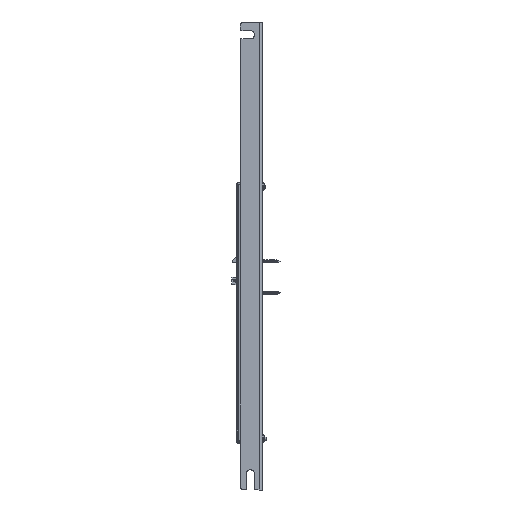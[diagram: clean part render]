
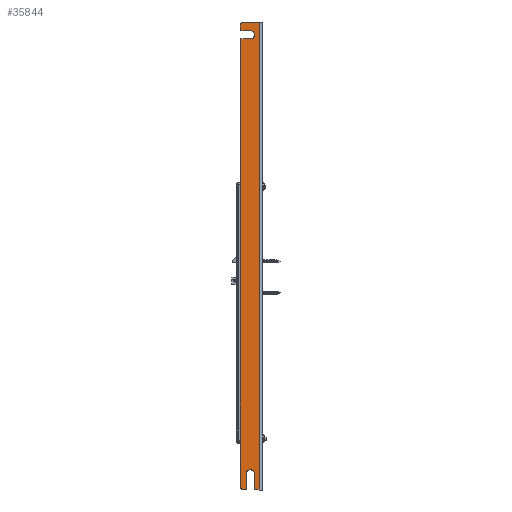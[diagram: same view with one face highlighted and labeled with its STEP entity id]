
A CAD part, left-side view. The second image highlights one B-rep face of the part: STEP entity #35844.
In plain terms, the highlighted face is planar.
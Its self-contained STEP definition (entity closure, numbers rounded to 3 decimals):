
#1342=PLANE('',#38372);
#2392=FACE_OUTER_BOUND('',#4440,.T.);
#4440=EDGE_LOOP('',(#24341,#24342,#24343,#24344,#24345,#24346,#24347,#24348,
#24349,#24350,#24351,#24352,#24353,#24354,#24355,#24356,#24357,#24358));
#6666=LINE('',#52839,#10112);
#6679=LINE('',#52881,#10125);
#6683=LINE('',#52891,#10129);
#6686=LINE('',#52900,#10132);
#6703=LINE('',#52958,#10149);
#6704=LINE('',#52961,#10150);
#6706=LINE('',#52967,#10152);
#6708=LINE('',#52973,#10154);
#6709=LINE('',#52974,#10155);
#6710=LINE('',#52975,#10156);
#10112=VECTOR('',#42049,10.);
#10125=VECTOR('',#42084,10.);
#10129=VECTOR('',#42094,10.);
#10132=VECTOR('',#42103,10.);
#10149=VECTOR('',#42172,10.);
#10150=VECTOR('',#42175,10.);
#10152=VECTOR('',#42183,10.);
#10154=VECTOR('',#42191,10.);
#10155=VECTOR('',#42192,10.);
#10156=VECTOR('',#42193,10.);
#13534=CIRCLE('',#38321,1.);
#13542=CIRCLE('',#38332,1.);
#13543=CIRCLE('',#38335,1.);
#13544=CIRCLE('',#38338,1.);
#13545=CIRCLE('',#38341,5.);
#13553=CIRCLE('',#38353,5.);
#13559=CIRCLE('',#38368,5.25);
#13560=CIRCLE('',#38371,5.25);
#15136=VERTEX_POINT('',#52829);
#15137=VERTEX_POINT('',#52831);
#15139=VERTEX_POINT('',#52837);
#15155=VERTEX_POINT('',#52873);
#15156=VERTEX_POINT('',#52874);
#15157=VERTEX_POINT('',#52879);
#15158=VERTEX_POINT('',#52883);
#15159=VERTEX_POINT('',#52885);
#15160=VERTEX_POINT('',#52889);
#15161=VERTEX_POINT('',#52893);
#15162=VERTEX_POINT('',#52894);
#15163=VERTEX_POINT('',#52899);
#15164=VERTEX_POINT('',#52903);
#15175=VERTEX_POINT('',#52936);
#15178=VERTEX_POINT('',#52956);
#15179=VERTEX_POINT('',#52960);
#15180=VERTEX_POINT('',#52966);
#15181=VERTEX_POINT('',#52972);
#18697=EDGE_CURVE('',#15136,#15137,#13534,.T.);
#18701=EDGE_CURVE('',#15139,#15136,#6666,.T.);
#18718=EDGE_CURVE('',#15155,#15156,#13542,.T.);
#18722=EDGE_CURVE('',#15155,#15157,#6679,.T.);
#18724=EDGE_CURVE('',#15158,#15159,#13543,.T.);
#18727=EDGE_CURVE('',#15158,#15160,#6683,.T.);
#18728=EDGE_CURVE('',#15161,#15162,#13544,.T.);
#18731=EDGE_CURVE('',#15163,#15162,#6686,.T.);
#18733=EDGE_CURVE('',#15163,#15164,#13545,.T.);
#18752=EDGE_CURVE('',#15175,#15160,#13553,.T.);
#18762=EDGE_CURVE('',#15161,#15178,#6703,.T.);
#18763=EDGE_CURVE('',#15179,#15159,#6704,.T.);
#18765=EDGE_CURVE('',#15178,#15179,#13559,.T.);
#18766=EDGE_CURVE('',#15180,#15137,#6706,.T.);
#18768=EDGE_CURVE('',#15157,#15180,#13560,.T.);
#18769=EDGE_CURVE('',#15139,#15181,#6708,.T.);
#18770=EDGE_CURVE('',#15181,#15164,#6709,.T.);
#18771=EDGE_CURVE('',#15156,#15175,#6710,.T.);
#24341=ORIENTED_EDGE('',*,*,#18697,.F.);
#24342=ORIENTED_EDGE('',*,*,#18701,.F.);
#24343=ORIENTED_EDGE('',*,*,#18769,.T.);
#24344=ORIENTED_EDGE('',*,*,#18770,.T.);
#24345=ORIENTED_EDGE('',*,*,#18733,.F.);
#24346=ORIENTED_EDGE('',*,*,#18731,.T.);
#24347=ORIENTED_EDGE('',*,*,#18728,.F.);
#24348=ORIENTED_EDGE('',*,*,#18762,.T.);
#24349=ORIENTED_EDGE('',*,*,#18765,.T.);
#24350=ORIENTED_EDGE('',*,*,#18763,.T.);
#24351=ORIENTED_EDGE('',*,*,#18724,.F.);
#24352=ORIENTED_EDGE('',*,*,#18727,.T.);
#24353=ORIENTED_EDGE('',*,*,#18752,.F.);
#24354=ORIENTED_EDGE('',*,*,#18771,.F.);
#24355=ORIENTED_EDGE('',*,*,#18718,.F.);
#24356=ORIENTED_EDGE('',*,*,#18722,.T.);
#24357=ORIENTED_EDGE('',*,*,#18768,.T.);
#24358=ORIENTED_EDGE('',*,*,#18766,.T.);
#35844=ADVANCED_FACE('',(#2392),#1342,.T.);
#38321=AXIS2_PLACEMENT_3D('',#52832,#42042,#42043);
#38332=AXIS2_PLACEMENT_3D('',#52875,#42077,#42078);
#38335=AXIS2_PLACEMENT_3D('',#52886,#42088,#42089);
#38338=AXIS2_PLACEMENT_3D('',#52895,#42097,#42098);
#38341=AXIS2_PLACEMENT_3D('',#52904,#42107,#42108);
#38353=AXIS2_PLACEMENT_3D('',#52938,#42142,#42143);
#38368=AXIS2_PLACEMENT_3D('',#52964,#42179,#42180);
#38371=AXIS2_PLACEMENT_3D('',#52970,#42187,#42188);
#38372=AXIS2_PLACEMENT_3D('',#52971,#42189,#42190);
#42042=DIRECTION('center_axis',(0.,0.,-1.));
#42043=DIRECTION('ref_axis',(0.707,-0.707,0.));
#42049=DIRECTION('',(0.,-1.,0.));
#42077=DIRECTION('center_axis',(0.,0.,-1.));
#42078=DIRECTION('ref_axis',(0.707,0.707,0.));
#42084=DIRECTION('',(-1.,0.,0.));
#42088=DIRECTION('center_axis',(0.,0.,-1.));
#42089=DIRECTION('ref_axis',(-0.707,-0.707,0.));
#42094=DIRECTION('',(1.,0.,0.));
#42097=DIRECTION('center_axis',(0.,0.,-1.));
#42098=DIRECTION('ref_axis',(0.707,-0.707,0.));
#42103=DIRECTION('',(1.,0.,0.));
#42107=DIRECTION('center_axis',(0.,0.,-1.));
#42108=DIRECTION('ref_axis',(-0.707,-0.707,0.));
#42142=DIRECTION('center_axis',(0.,0.,-1.));
#42143=DIRECTION('ref_axis',(0.707,-0.707,0.));
#42172=DIRECTION('',(0.,1.,0.));
#42175=DIRECTION('',(0.,-1.,0.));
#42179=DIRECTION('center_axis',(0.,0.,-1.));
#42180=DIRECTION('ref_axis',(1.,0.,0.));
#42183=DIRECTION('',(1.,0.,0.));
#42187=DIRECTION('center_axis',(0.,0.,-1.));
#42188=DIRECTION('ref_axis',(-1.,0.,0.));
#42189=DIRECTION('center_axis',(0.,0.,1.));
#42190=DIRECTION('ref_axis',(0.,-1.,0.));
#42191=DIRECTION('',(-1.,0.,0.));
#42192=DIRECTION('',(0.,-1.,0.));
#42193=DIRECTION('',(0.,-1.,0.));
#52829=CARTESIAN_POINT('',(592.5,19.25,0.));
#52831=CARTESIAN_POINT('',(591.5,18.25,0.));
#52832=CARTESIAN_POINT('Origin',(591.5,19.25,0.));
#52837=CARTESIAN_POINT('',(592.5,24.,0.));
#52839=CARTESIAN_POINT('',(592.5,42.524,0.));
#52873=CARTESIAN_POINT('',(591.5,7.75,0.));
#52874=CARTESIAN_POINT('',(592.5,6.75,0.));
#52875=CARTESIAN_POINT('Origin',(591.5,6.75,0.));
#52879=CARTESIAN_POINT('',(572.25,7.75,0.));
#52881=CARTESIAN_POINT('',(444.375,7.75,0.));
#52883=CARTESIAN_POINT('',(22.5,0.,0.));
#52885=CARTESIAN_POINT('',(21.5,1.,0.));
#52886=CARTESIAN_POINT('Origin',(22.5,1.,0.));
#52889=CARTESIAN_POINT('',(587.5,0.,0.));
#52891=CARTESIAN_POINT('',(0.,0.,0.));
#52893=CARTESIAN_POINT('',(11.,1.,0.));
#52894=CARTESIAN_POINT('',(10.,0.,0.));
#52895=CARTESIAN_POINT('Origin',(10.,1.,0.));
#52899=CARTESIAN_POINT('',(5.,0.,0.));
#52900=CARTESIAN_POINT('',(0.,0.,0.));
#52903=CARTESIAN_POINT('',(0.,5.,0.));
#52904=CARTESIAN_POINT('Origin',(5.,5.,0.));
#52936=CARTESIAN_POINT('',(592.5,5.,0.));
#52938=CARTESIAN_POINT('Origin',(587.5,5.,0.));
#52956=CARTESIAN_POINT('',(11.,13.,0.));
#52958=CARTESIAN_POINT('',(11.,10.631,0.));
#52960=CARTESIAN_POINT('',(21.5,13.,0.));
#52961=CARTESIAN_POINT('',(21.5,17.131,0.));
#52964=CARTESIAN_POINT('Origin',(16.25,13.,0.));
#52966=CARTESIAN_POINT('',(572.25,18.25,0.));
#52967=CARTESIAN_POINT('',(434.25,18.25,0.));
#52970=CARTESIAN_POINT('Origin',(572.25,13.,0.));
#52971=CARTESIAN_POINT('Origin',(296.25,21.262,0.));
#52972=CARTESIAN_POINT('',(0.,24.,0.));
#52973=CARTESIAN_POINT('',(296.25,24.,0.));
#52974=CARTESIAN_POINT('',(0.,42.524,0.));
#52975=CARTESIAN_POINT('',(592.5,42.524,0.));
